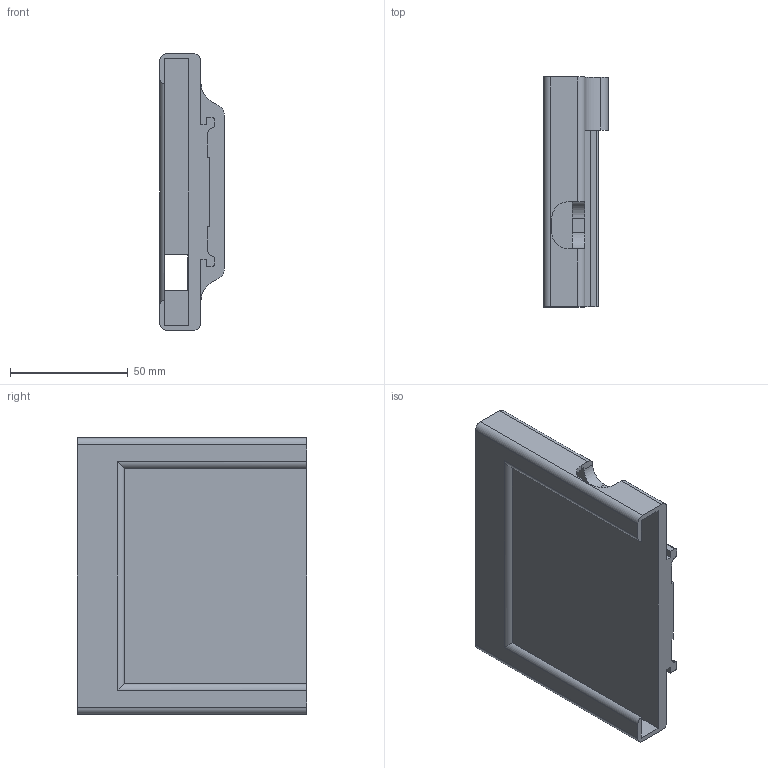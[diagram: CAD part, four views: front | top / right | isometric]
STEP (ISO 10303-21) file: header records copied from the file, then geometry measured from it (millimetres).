
FILE_DESCRIPTION (( 'STEP AP214' ), '1' );
FILE_NAME ('Holder.STEP', '2018-04-03T07:49:15', ( '' ), ( '' ), 'SwSTEP 2.0', 'SolidWorks 2016', '' );
FILE_SCHEMA (( 'AUTOMOTIVE_DESIGN' ));
Length unit declared in the file: millimetre
Products named in the file (1): Holder
Bounding box: 27.5 x 97.5 x 117.5 mm (x, y, z)
Volume: 107300.2 mm3; surface area: 42537.9 mm2
Topology: 1 solids, 1 shells, 56 faces, 169 edges, 112 vertices
Faces by surface type: plane 34, cylinder 22
Entity records: 1939 total; most frequent: CARTESIAN_POINT 344, ORIENTED_EDGE 338, DIRECTION 321, EDGE_CURVE 169, LINE 127, VECTOR 127, VERTEX_POINT 112, AXIS2_PLACEMENT_3D 97
